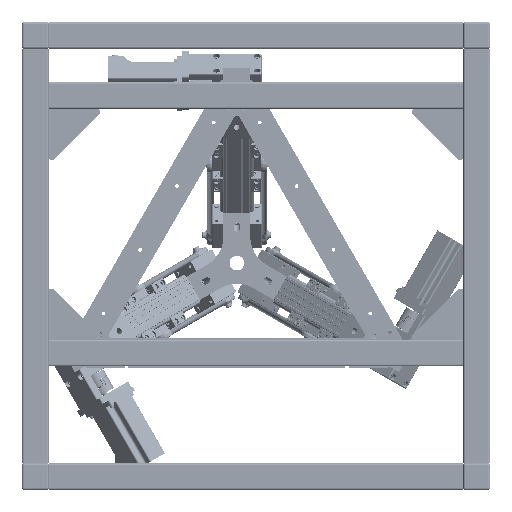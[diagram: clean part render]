
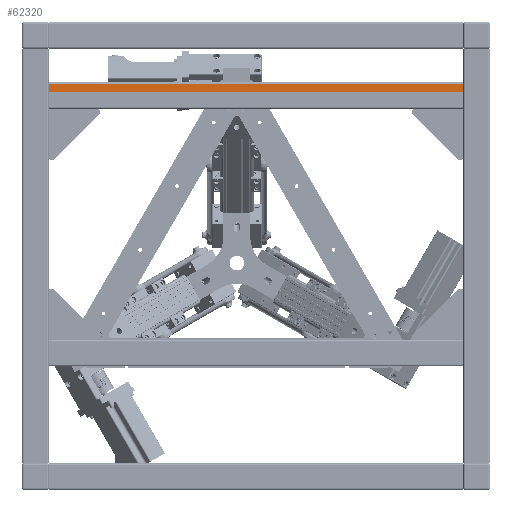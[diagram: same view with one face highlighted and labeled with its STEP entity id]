
A CAD part, front view. The second image highlights one B-rep face of the part: STEP entity #62320.
In plain terms, the highlighted face is planar.
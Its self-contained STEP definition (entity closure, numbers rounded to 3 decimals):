
#4972=PLANE('',#70197);
#9356=FACE_OUTER_BOUND('',#13144,.T.);
#13144=EDGE_LOOP('',(#58342,#58343,#58344,#58345));
#18109=LINE('',#118386,#23237);
#18206=LINE('',#118587,#23334);
#18207=LINE('',#118590,#23335);
#18208=LINE('',#118591,#23336);
#23237=VECTOR('',#87673,10.);
#23334=VECTOR('',#87854,10.);
#23335=VECTOR('',#87857,10.);
#23336=VECTOR('',#87858,10.);
#32160=VERTEX_POINT('',#118383);
#32161=VERTEX_POINT('',#118385);
#32223=VERTEX_POINT('',#118585);
#32224=VERTEX_POINT('',#118589);
#40892=EDGE_CURVE('',#32160,#32161,#18109,.T.);
#40993=EDGE_CURVE('',#32223,#32160,#18206,.T.);
#40994=EDGE_CURVE('',#32224,#32223,#18207,.T.);
#40995=EDGE_CURVE('',#32224,#32161,#18208,.T.);
#58342=ORIENTED_EDGE('',*,*,#40993,.F.);
#58343=ORIENTED_EDGE('',*,*,#40994,.F.);
#58344=ORIENTED_EDGE('',*,*,#40995,.T.);
#58345=ORIENTED_EDGE('',*,*,#40892,.F.);
#62320=ADVANCED_FACE('',(#9356),#4972,.T.);
#70197=AXIS2_PLACEMENT_3D('',#118588,#87855,#87856);
#87673=DIRECTION('',(1.,0.,0.));
#87854=DIRECTION('',(0.,0.,-1.));
#87855=DIRECTION('center_axis',(0.,1.,0.));
#87856=DIRECTION('ref_axis',(-1.,0.,0.));
#87857=DIRECTION('',(-1.,0.,0.));
#87858=DIRECTION('',(0.,0.,-1.));
#118383=CARTESIAN_POINT('',(5.8,20.,-309.));
#118385=CARTESIAN_POINT('',(17.,20.,-309.));
#118386=CARTESIAN_POINT('',(5.8,20.,-309.));
#118585=CARTESIAN_POINT('',(5.8,20.,309.));
#118587=CARTESIAN_POINT('',(5.8,20.,0.));
#118588=CARTESIAN_POINT('Origin',(17.,20.,0.));
#118589=CARTESIAN_POINT('',(17.,20.,309.));
#118590=CARTESIAN_POINT('',(5.8,20.,309.));
#118591=CARTESIAN_POINT('',(17.,20.,0.));
